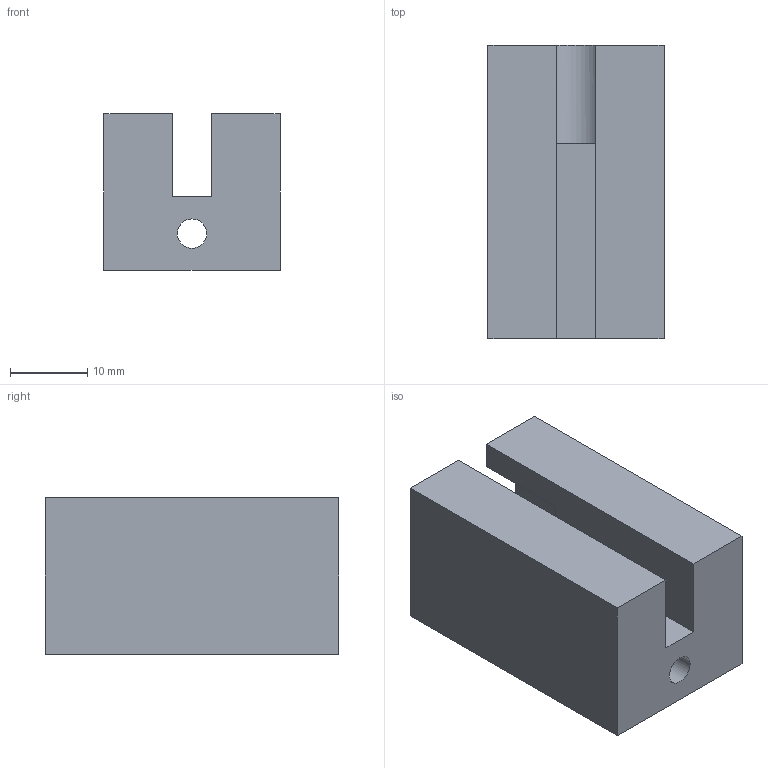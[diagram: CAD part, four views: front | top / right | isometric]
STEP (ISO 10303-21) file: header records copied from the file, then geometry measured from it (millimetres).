
FILE_DESCRIPTION(/* description */ (''),/* implementation_level */ '2;1');
FILE_NAME(/* name */ 'Single Door Guide Rail Mount.step',/* time_stamp */ '2019-07-03T17:22:22-07:00',/* author */ (''),/* organization */ (''),/* preprocessor_version */ 'ST-DEVELOPER v18',/* originating_system */ 'Autodesk Translation Framework v8.2.0.1029',/* authorisation */ '');
FILE_SCHEMA (('AUTOMOTIVE_DESIGN { 1 0 10303 214 3 1 1 }'));
Length unit declared in the file: inch
Products named in the file (1): Single Door Guide Rail Mount
Bounding box: 22.86 x 38.1 x 20.32 mm (x, y, z)
Volume: 12752.5 mm3; surface area: 5741.1 mm2
Topology: 1 solids, 1 shells, 20 faces, 57 edges, 39 vertices
Faces by surface type: plane 18, cylinder 2
Full cylindrical faces by diameter (mm): 3.81 x1, 7.62 x1
Entity records: 693 total; most frequent: CARTESIAN_POINT 117, ORIENTED_EDGE 114, DIRECTION 108, EDGE_CURVE 57, LINE 48, VECTOR 48, VERTEX_POINT 39, AXIS2_PLACEMENT_3D 30
